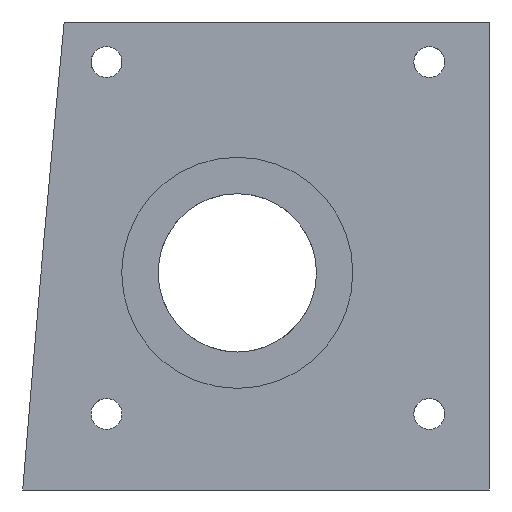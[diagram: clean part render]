
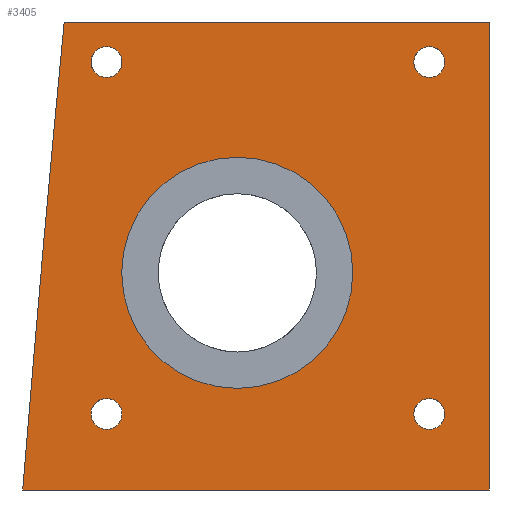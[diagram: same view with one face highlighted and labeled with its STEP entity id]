
A CAD part, front view. The second image highlights one B-rep face of the part: STEP entity #3405.
In plain terms, the highlighted planar face has unit normal (0, -1, 0).
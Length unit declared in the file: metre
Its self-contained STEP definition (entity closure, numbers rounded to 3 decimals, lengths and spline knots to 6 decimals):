
#134=CIRCLE('',#3682,0.00215);
#135=CIRCLE('',#3683,0.00215);
#136=CIRCLE('',#3684,0.00215);
#137=CIRCLE('',#3685,0.00215);
#138=CIRCLE('',#3686,0.01605);
#229=PLANE('',#3681);
#273=ELLIPSE('',#3603,0.39218,0.0205);
#325=LINE('',#5167,#572);
#328=LINE('',#5173,#575);
#329=LINE('',#5175,#576);
#572=VECTOR('',#4089,1.);
#575=VECTOR('',#4094,1.);
#576=VECTOR('',#4097,1.);
#958=ORIENTED_EDGE('',*,*,#2024,.T.);
#959=ORIENTED_EDGE('',*,*,#2025,.T.);
#960=ORIENTED_EDGE('',*,*,#2026,.T.);
#961=ORIENTED_EDGE('',*,*,#2027,.T.);
#962=ORIENTED_EDGE('',*,*,#2028,.F.);
#963=ORIENTED_EDGE('',*,*,#2023,.F.);
#964=ORIENTED_EDGE('',*,*,#2019,.F.);
#965=ORIENTED_EDGE('',*,*,#1861,.T.);
#966=ORIENTED_EDGE('',*,*,#2022,.F.);
#1861=EDGE_CURVE('',#2401,#2400,#273,.T.);
#2019=EDGE_CURVE('',#2401,#2553,#325,.T.);
#2022=EDGE_CURVE('',#2554,#2400,#328,.T.);
#2023=EDGE_CURVE('',#2553,#2554,#329,.T.);
#2024=EDGE_CURVE('',#2555,#2555,#134,.T.);
#2025=EDGE_CURVE('',#2556,#2556,#135,.T.);
#2026=EDGE_CURVE('',#2557,#2557,#136,.T.);
#2027=EDGE_CURVE('',#2558,#2558,#137,.T.);
#2028=EDGE_CURVE('',#2559,#2559,#138,.T.);
#2400=VERTEX_POINT('',#4742);
#2401=VERTEX_POINT('',#4744);
#2553=VERTEX_POINT('',#5168);
#2554=VERTEX_POINT('',#5172);
#2555=VERTEX_POINT('',#5178);
#2556=VERTEX_POINT('',#5180);
#2557=VERTEX_POINT('',#5182);
#2558=VERTEX_POINT('',#5184);
#2559=VERTEX_POINT('',#5186);
#2905=EDGE_LOOP('',(#958));
#2906=EDGE_LOOP('',(#959));
#2907=EDGE_LOOP('',(#960));
#2908=EDGE_LOOP('',(#961));
#2909=EDGE_LOOP('',(#962));
#2910=EDGE_LOOP('',(#963,#964,#965,#966));
#3119=FACE_BOUND('',#2905,.T.);
#3120=FACE_BOUND('',#2906,.T.);
#3121=FACE_BOUND('',#2907,.T.);
#3122=FACE_BOUND('',#2908,.T.);
#3123=FACE_BOUND('',#2909,.T.);
#3124=FACE_BOUND('',#2910,.T.);
#3405=ADVANCED_FACE('',(#3119,#3120,#3121,#3122,#3123,#3124),#229,.F.);
#3603=AXIS2_PLACEMENT_3D('',#4743,#3899,#3900);
#3681=AXIS2_PLACEMENT_3D('',#5176,#4098,#4099);
#3682=AXIS2_PLACEMENT_3D('',#5177,#4100,#4101);
#3683=AXIS2_PLACEMENT_3D('',#5179,#4102,#4103);
#3684=AXIS2_PLACEMENT_3D('',#5181,#4104,#4105);
#3685=AXIS2_PLACEMENT_3D('',#5183,#4106,#4107);
#3686=AXIS2_PLACEMENT_3D('',#5185,#4108,#4109);
#3899=DIRECTION('',(0.,-1.,0.));
#3900=DIRECTION('',(0.05,0.,0.999));
#4089=DIRECTION('',(1.,0.,0.));
#4094=DIRECTION('',(-1.,0.,0.));
#4097=DIRECTION('',(0.,0.,-1.));
#4098=DIRECTION('',(0.,1.,0.));
#4099=DIRECTION('',(1.,0.,0.));
#4100=DIRECTION('',(0.,1.,0.));
#4101=DIRECTION('',(0.,0.,1.));
#4102=DIRECTION('',(0.,1.,0.));
#4103=DIRECTION('',(0.,0.,1.));
#4104=DIRECTION('',(0.,1.,0.));
#4105=DIRECTION('',(0.,0.,1.));
#4106=DIRECTION('',(0.,1.,0.));
#4107=DIRECTION('',(0.,0.,1.));
#4108=DIRECTION('',(0.,-1.,0.));
#4109=DIRECTION('',(0.,0.,-1.));
#4742=CARTESIAN_POINT('',(-0.269389,0.159438,-0.0889));
#4743=CARTESIAN_POINT('',(-0.261687,0.159438,-0.28962));
#4744=CARTESIAN_POINT('',(-0.26363,0.159438,-0.0239));
#5167=CARTESIAN_POINT('',(-0.222089,0.159438,-0.0239));
#5168=CARTESIAN_POINT('',(-0.204589,0.159438,-0.0239));
#5172=CARTESIAN_POINT('',(-0.204589,0.159438,-0.0889));
#5173=CARTESIAN_POINT('',(-0.251763,0.159438,-0.0889));
#5175=CARTESIAN_POINT('',(-0.204589,0.159438,-0.0564));
#5176=CARTESIAN_POINT('',(-0.236989,0.159438,-0.052352));
#5177=CARTESIAN_POINT('',(-0.257753,0.159438,-0.029459));
#5178=CARTESIAN_POINT('',(-0.257753,0.159438,-0.027309));
#5179=CARTESIAN_POINT('',(-0.212919,0.159438,-0.078341));
#5180=CARTESIAN_POINT('',(-0.212919,0.159438,-0.076191));
#5181=CARTESIAN_POINT('',(-0.257753,0.159438,-0.078341));
#5182=CARTESIAN_POINT('',(-0.257753,0.159438,-0.076191));
#5183=CARTESIAN_POINT('',(-0.212919,0.159438,-0.029459));
#5184=CARTESIAN_POINT('',(-0.212919,0.159438,-0.027309));
#5185=CARTESIAN_POINT('',(-0.239589,0.159438,-0.058738));
#5186=CARTESIAN_POINT('',(-0.239589,0.159438,-0.074788));
